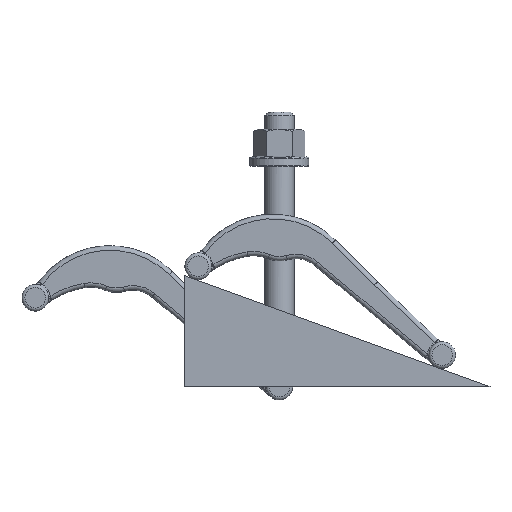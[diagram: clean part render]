
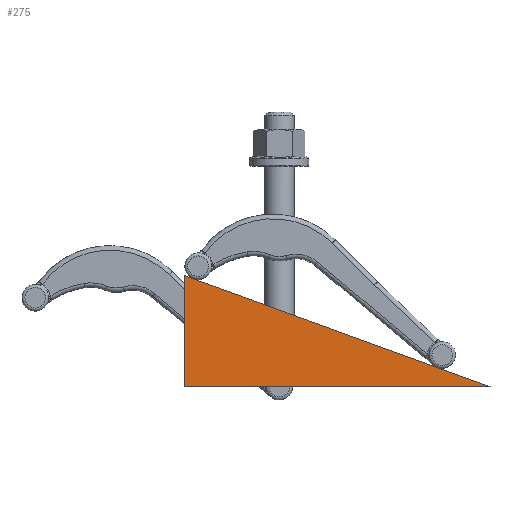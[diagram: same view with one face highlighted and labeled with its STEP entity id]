
A CAD part, front view. The second image highlights one B-rep face of the part: STEP entity #275.
In plain terms, the highlighted planar face has unit normal (0, -1, 0).
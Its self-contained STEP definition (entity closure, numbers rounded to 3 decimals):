
#275 = ADVANCED_FACE( '', ( #416 ), #417, .T. );
#416 = FACE_OUTER_BOUND( '', #709, .T. );
#417 = PLANE( '', #710 );
#709 = EDGE_LOOP( '', ( #4501, #4502, #4503 ) );
#710 = AXIS2_PLACEMENT_3D( '', #4504, #4505, #4506 );
#4501 = ORIENTED_EDGE( '', *, *, #5437, .F. );
#4502 = ORIENTED_EDGE( '', *, *, #5442, .F. );
#4503 = ORIENTED_EDGE( '', *, *, #5440, .F. );
#4504 = CARTESIAN_POINT( '', ( -64., -30., 0. ) );
#4505 = DIRECTION( '', ( 0., -1., 0. ) );
#4506 = DIRECTION( '', ( 0., 0., -1. ) );
#5437 = EDGE_CURVE( '', #5744, #5746, #5747, .T. );
#5440 = EDGE_CURVE( '', #5746, #5751, #5752, .T. );
#5442 = EDGE_CURVE( '', #5751, #5744, #5754, .T. );
#5744 = VERTEX_POINT( '', #6240 );
#5746 = VERTEX_POINT( '', #6243 );
#5747 = LINE( '', #6244, #6245 );
#5751 = VERTEX_POINT( '', #6251 );
#5752 = LINE( '', #6252, #6253 );
#5754 = LINE( '', #6256, #6257 );
#6240 = CARTESIAN_POINT( '', ( -64., -30., 0. ) );
#6243 = CARTESIAN_POINT( '', ( -64., -30., 75.244 ) );
#6244 = CARTESIAN_POINT( '', ( -64., -30., 75.244 ) );
#6245 = VECTOR( '', #9373, 1000. );
#6251 = CARTESIAN_POINT( '', ( 142.732, -30., 0. ) );
#6252 = CARTESIAN_POINT( '', ( -64., -30., 75.244 ) );
#6253 = VECTOR( '', #9376, 1000. );
#6256 = CARTESIAN_POINT( '', ( 142.732, -30., 0. ) );
#6257 = VECTOR( '', #9378, 1000. );
#9373 = DIRECTION( '', ( 0., 0., 1. ) );
#9376 = DIRECTION( '', ( 0.94, 0., -0.342 ) );
#9378 = DIRECTION( '', ( -1., 0., 0. ) );
